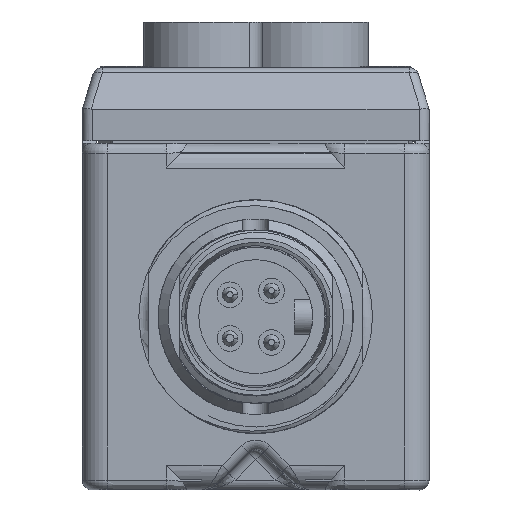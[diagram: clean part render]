
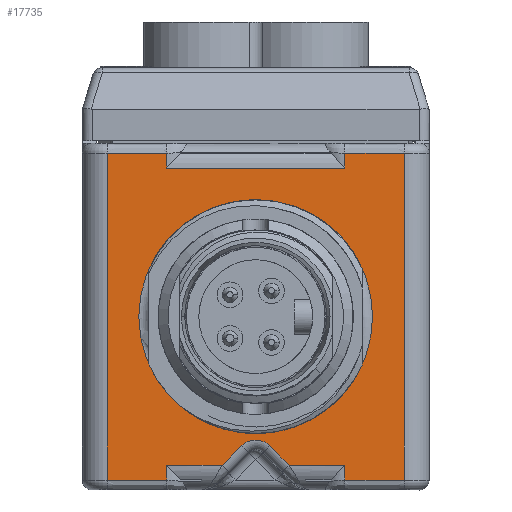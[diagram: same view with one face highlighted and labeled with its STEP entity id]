
A CAD part, front view. The second image highlights one B-rep face of the part: STEP entity #17735.
In plain terms, the highlighted planar face has unit normal (0, -1, 0).
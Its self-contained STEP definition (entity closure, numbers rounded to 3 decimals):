
#1=CARTESIAN_POINT('',(-19.045,-59.44,20.955));
#2=CARTESIAN_POINT('',(-18.521,-59.44,20.955));
#3=CARTESIAN_POINT('',(-17.509,-59.44,20.955));
#4=CARTESIAN_POINT('',(-16.1,-59.44,20.955));
#5=CARTESIAN_POINT('',(-14.789,-59.44,20.955));
#6=CARTESIAN_POINT('',(-13.573,-59.44,20.955));
#7=CARTESIAN_POINT('',(-12.448,-59.44,20.956));
#8=CARTESIAN_POINT('',(-11.759,-59.44,20.953));
#9=CARTESIAN_POINT('',(-11.43,-59.44,20.955));
#11=DIRECTION('',(0.,0.,-1.));
#12=VECTOR('',#11,1.91);
#13=CARTESIAN_POINT('',(-11.43,-59.44,20.955));
#14=LINE('',#13,#12);
#15=DIRECTION('',(0.,0.,-1.));
#16=VECTOR('',#15,1.91);
#17=CARTESIAN_POINT('',(11.43,-59.44,20.955));
#18=LINE('',#17,#16);
#19=CARTESIAN_POINT('',(11.43,-59.44,20.955));
#20=CARTESIAN_POINT('',(11.759,-59.44,20.953));
#21=CARTESIAN_POINT('',(12.448,-59.44,20.956));
#22=CARTESIAN_POINT('',(13.574,-59.44,20.955));
#23=CARTESIAN_POINT('',(14.79,-59.44,20.955));
#24=CARTESIAN_POINT('',(16.1,-59.44,20.955));
#25=CARTESIAN_POINT('',(17.509,-59.44,20.955));
#26=CARTESIAN_POINT('',(18.521,-59.44,20.955));
#27=CARTESIAN_POINT('',(19.045,-59.44,20.955));
#29=CARTESIAN_POINT('',(19.045,-59.44,-20.955));
#30=CARTESIAN_POINT('',(18.521,-59.44,-20.955));
#31=CARTESIAN_POINT('',(17.509,-59.44,-20.955));
#32=CARTESIAN_POINT('',(16.1,-59.44,-20.955));
#33=CARTESIAN_POINT('',(14.79,-59.44,-20.955));
#34=CARTESIAN_POINT('',(13.574,-59.44,-20.955));
#35=CARTESIAN_POINT('',(12.447,-59.44,-20.956));
#36=CARTESIAN_POINT('',(11.759,-59.44,-20.953));
#37=CARTESIAN_POINT('',(11.43,-59.44,-20.955));
#39=DIRECTION('',(0.,0.,-1.));
#40=VECTOR('',#39,1.91);
#41=CARTESIAN_POINT('',(11.43,-59.44,-19.045));
#42=LINE('',#41,#40);
#43=DIRECTION('',(0.,0.,-1.));
#44=VECTOR('',#43,1.91);
#45=CARTESIAN_POINT('',(-11.43,-59.44,-19.045));
#46=LINE('',#45,#44);
#47=CARTESIAN_POINT('',(-11.43,-59.44,-20.955));
#48=CARTESIAN_POINT('',(-11.759,-59.44,-20.953));
#49=CARTESIAN_POINT('',(-12.448,-59.44,-20.956));
#50=CARTESIAN_POINT('',(-13.573,-59.44,-20.955));
#51=CARTESIAN_POINT('',(-14.789,-59.44,-20.955));
#52=CARTESIAN_POINT('',(-16.1,-59.44,-20.955));
#53=CARTESIAN_POINT('',(-17.509,-59.44,-20.955));
#54=CARTESIAN_POINT('',(-18.521,-59.44,-20.955));
#55=CARTESIAN_POINT('',(-19.045,-59.44,-20.955));
#57=DIRECTION('',(0.,0.,1.));
#58=VECTOR('',#57,41.91);
#59=CARTESIAN_POINT('',(-19.045,-59.44,-20.955));
#60=LINE('',#59,#58);
#61=CARTESIAN_POINT('',(0.,-59.44,0.));
#62=DIRECTION('',(0.,-1.,0.));
#63=DIRECTION('',(0.,0.,-1.));
#64=AXIS2_PLACEMENT_3D('',#61,#62,#63);
#66=CARTESIAN_POINT('',(0.,-59.44,0.));
#67=DIRECTION('',(0.,-1.,0.));
#68=DIRECTION('',(0.,0.,1.));
#69=AXIS2_PLACEMENT_3D('',#66,#67,#68);
#5834=DIRECTION('',(1.,0.,0.));
#5835=VECTOR('',#5834,7.142);
#5836=CARTESIAN_POINT('',(-11.43,-59.44,-19.045));
#5837=LINE('',#5836,#5835);
#5873=CARTESIAN_POINT('',(-4.288,-59.44,-19.045));
#5942=CARTESIAN_POINT('',(0.,-59.44,-18.349));
#5943=DIRECTION('',(0.,1.,0.));
#5944=DIRECTION('',(-0.707,0.,0.707));
#5945=AXIS2_PLACEMENT_3D('',#5942,#5943,#5944);
#5947=DIRECTION('',(0.707,0.,0.707));
#5948=VECTOR('',#5947,3.525);
#5949=CARTESIAN_POINT('',(-4.288,-59.44,-19.045));
#5950=LINE('',#5949,#5948);
#5960=DIRECTION('',(-0.707,0.,0.707));
#5961=VECTOR('',#5960,3.525);
#5962=CARTESIAN_POINT('',(4.288,-59.44,-19.045));
#5963=LINE('',#5962,#5961);
#6124=DIRECTION('',(1.,0.,0.));
#6125=VECTOR('',#6124,7.142);
#6126=CARTESIAN_POINT('',(4.288,-59.44,-19.045));
#6127=LINE('',#6126,#6125);
#6233=DIRECTION('',(0.,0.,1.));
#6234=VECTOR('',#6233,41.91);
#6235=CARTESIAN_POINT('',(19.045,-59.44,-20.955));
#6236=LINE('',#6235,#6234);
#6515=DIRECTION('',(-1.,0.,0.));
#6516=VECTOR('',#6515,22.86);
#6517=CARTESIAN_POINT('',(11.43,-59.44,19.045));
#6518=LINE('',#6517,#6516);
#15614=CARTESIAN_POINT('',(0.,-59.44,-14.985));
#15615=CARTESIAN_POINT('',(0.,-59.44,14.985));
#15616=VERTEX_POINT('',#15614);
#15617=VERTEX_POINT('',#15615);
#15746=VERTEX_POINT('',#5873);
#15747=CARTESIAN_POINT('',(-1.796,-59.44,-16.553));
#15748=VERTEX_POINT('',#15747);
#15753=CARTESIAN_POINT('',(1.796,-59.44,-16.553));
#15754=VERTEX_POINT('',#15753);
#15755=CARTESIAN_POINT('',(4.288,-59.44,-19.045));
#15756=VERTEX_POINT('',#15755);
#15889=CARTESIAN_POINT('',(19.045,-59.44,20.955));
#15890=VERTEX_POINT('',#15889);
#15893=VERTEX_POINT('',#1);
#15894=VERTEX_POINT('',#9);
#15896=VERTEX_POINT('',#19);
#15909=CARTESIAN_POINT('',(-19.045,-59.44,-20.955));
#15910=VERTEX_POINT('',#15909);
#15913=VERTEX_POINT('',#29);
#15914=VERTEX_POINT('',#37);
#15916=VERTEX_POINT('',#47);
#15923=CARTESIAN_POINT('',(-11.43,-59.44,19.045));
#15924=VERTEX_POINT('',#15923);
#16017=CARTESIAN_POINT('',(11.43,-59.44,19.045));
#16018=VERTEX_POINT('',#16017);
#16021=CARTESIAN_POINT('',(-11.43,-59.44,-19.045));
#16022=VERTEX_POINT('',#16021);
#16023=CARTESIAN_POINT('',(11.43,-59.44,-19.045));
#16024=VERTEX_POINT('',#16023);
#17690=CARTESIAN_POINT('',(0.,-59.44,0.));
#17691=DIRECTION('',(0.,1.,0.));
#17692=DIRECTION('',(1.,0.,0.));
#17693=AXIS2_PLACEMENT_3D('',#17690,#17691,#17692);
#17694=PLANE('',#17693);
#17696=ORIENTED_EDGE('',*,*,#17695,.T.);
#17698=ORIENTED_EDGE('',*,*,#17697,.T.);
#17700=ORIENTED_EDGE('',*,*,#17699,.F.);
#17702=ORIENTED_EDGE('',*,*,#17701,.F.);
#17704=ORIENTED_EDGE('',*,*,#17703,.T.);
#17706=ORIENTED_EDGE('',*,*,#17705,.F.);
#17708=ORIENTED_EDGE('',*,*,#17707,.T.);
#17710=ORIENTED_EDGE('',*,*,#17709,.F.);
#17712=ORIENTED_EDGE('',*,*,#17711,.F.);
#17714=ORIENTED_EDGE('',*,*,#17713,.T.);
#17716=ORIENTED_EDGE('',*,*,#17715,.F.);
#17718=ORIENTED_EDGE('',*,*,#17717,.F.);
#17720=ORIENTED_EDGE('',*,*,#17719,.F.);
#17722=ORIENTED_EDGE('',*,*,#17721,.T.);
#17724=ORIENTED_EDGE('',*,*,#17723,.T.);
#17726=ORIENTED_EDGE('',*,*,#17725,.T.);
#17727=EDGE_LOOP('',(#17696,#17698,#17700,#17702,#17704,#17706,#17708,#17710,
#17712,#17714,#17716,#17718,#17720,#17722,#17724,#17726));
#17728=FACE_OUTER_BOUND('',#17727,.F.);
#17730=ORIENTED_EDGE('',*,*,#17729,.T.);
#17732=ORIENTED_EDGE('',*,*,#17731,.T.);
#17733=EDGE_LOOP('',(#17730,#17732));
#17734=FACE_BOUND('',#17733,.F.);
#17735=ADVANCED_FACE('',(#17728,#17734),#17694,.F.);
#10=B_SPLINE_CURVE_WITH_KNOTS('',3,(#1,#2,#3,#4,#5,#6,#7,#8,#9),.UNSPECIFIED.,
.F.,.F.,(4,1,1,1,1,1,4),(0.,0.167,0.333,0.5,
0.667,0.833,1.),.UNSPECIFIED.);
#28=B_SPLINE_CURVE_WITH_KNOTS('',3,(#19,#20,#21,#22,#23,#24,#25,#26,#27),
.UNSPECIFIED.,.F.,.F.,(4,1,1,1,1,1,4),(0.,0.167,0.333,
0.5,0.667,0.833,1.),.UNSPECIFIED.);
#38=B_SPLINE_CURVE_WITH_KNOTS('',3,(#29,#30,#31,#32,#33,#34,#35,#36,#37),
.UNSPECIFIED.,.F.,.F.,(4,1,1,1,1,1,4),(0.,0.167,0.333,
0.5,0.667,0.833,1.),.UNSPECIFIED.);
#56=B_SPLINE_CURVE_WITH_KNOTS('',3,(#47,#48,#49,#50,#51,#52,#53,#54,#55),
.UNSPECIFIED.,.F.,.F.,(4,1,1,1,1,1,4),(0.,0.167,0.333,
0.5,0.667,0.833,1.),.UNSPECIFIED.);
#65=CIRCLE('',#64,14.985);
#70=CIRCLE('',#69,14.985);
#5946=CIRCLE('',#5945,2.54);
#17695=EDGE_CURVE('',#15893,#15894,#10,.T.);
#17697=EDGE_CURVE('',#15894,#15924,#14,.T.);
#17699=EDGE_CURVE('',#16018,#15924,#6518,.T.);
#17701=EDGE_CURVE('',#15896,#16018,#18,.T.);
#17703=EDGE_CURVE('',#15896,#15890,#28,.T.);
#17705=EDGE_CURVE('',#15913,#15890,#6236,.T.);
#17707=EDGE_CURVE('',#15913,#15914,#38,.T.);
#17709=EDGE_CURVE('',#16024,#15914,#42,.T.);
#17711=EDGE_CURVE('',#15756,#16024,#6127,.T.);
#17713=EDGE_CURVE('',#15756,#15754,#5963,.T.);
#17715=EDGE_CURVE('',#15748,#15754,#5946,.T.);
#17717=EDGE_CURVE('',#15746,#15748,#5950,.T.);
#17719=EDGE_CURVE('',#16022,#15746,#5837,.T.);
#17721=EDGE_CURVE('',#16022,#15916,#46,.T.);
#17723=EDGE_CURVE('',#15916,#15910,#56,.T.);
#17725=EDGE_CURVE('',#15910,#15893,#60,.T.);
#17729=EDGE_CURVE('',#15616,#15617,#65,.T.);
#17731=EDGE_CURVE('',#15617,#15616,#70,.T.);
